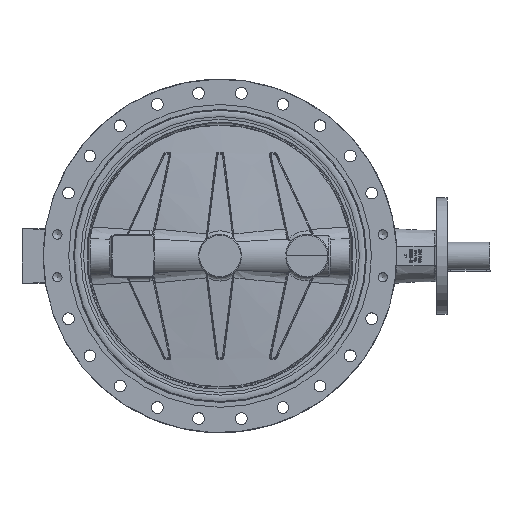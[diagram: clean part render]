
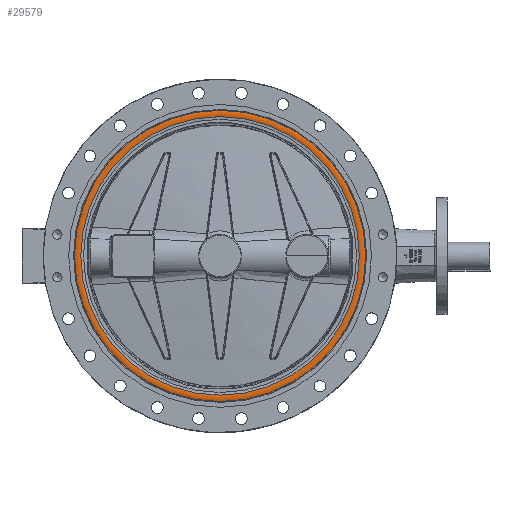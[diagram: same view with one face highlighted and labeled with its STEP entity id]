
A CAD part, top view. The second image highlights one B-rep face of the part: STEP entity #29579.
In plain terms, the highlighted toroidal (fillet/blend) face has major radius 363.7 mm and minor radius 26 mm.
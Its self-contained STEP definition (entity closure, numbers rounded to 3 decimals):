
#27792=CARTESIAN_POINT('',(0.,356.49,83.48));
#27793=VERTEX_POINT('',#27792);
#27794=CARTESIAN_POINT('',(0.,0.,83.48));
#27795=DIRECTION('',(0.0,0.0,1.0));
#27796=DIRECTION('',(0.0,-1.0,0.0));
#27797=AXIS2_PLACEMENT_3D('',#27794,#27795,#27796);
#27798=CIRCLE('',#27797,356.49);
#27799=EDGE_CURVE('',#27793,#27793,#27798,.T.);
#28920=CARTESIAN_POINT('',(0.,372.72,82.885));
#28921=VERTEX_POINT('',#28920);
#28922=CARTESIAN_POINT('',(0.,0.,82.885));
#28923=DIRECTION('',(0.0,0.0,-1.0));
#28924=DIRECTION('',(0.0,-1.0,0.0));
#28925=AXIS2_PLACEMENT_3D('',#28922,#28923,#28924);
#28926=CIRCLE('',#28925,372.72);
#28927=EDGE_CURVE('',#28921,#28921,#28926,.T.);
#29568=CARTESIAN_POINT('',(0.,0.,58.5));
#29569=DIRECTION('',(0.,0.,-1.0));
#29570=DIRECTION('',(1.0,0.0,0.0));
#29571=AXIS2_PLACEMENT_3D('',#29568,#29569,#29570);
#29572=TOROIDAL_SURFACE('',#29571,363.7,26.0);
#29573=ORIENTED_EDGE('',*,*,#27799,.F.);
#29574=EDGE_LOOP('',(#29573));
#29575=FACE_OUTER_BOUND('',#29574,.T.);
#29576=ORIENTED_EDGE('',*,*,#28927,.F.);
#29577=EDGE_LOOP('',(#29576));
#29578=FACE_BOUND('',#29577,.T.);
#29579=ADVANCED_FACE('',(#29575,#29578),#29572,.T.);
